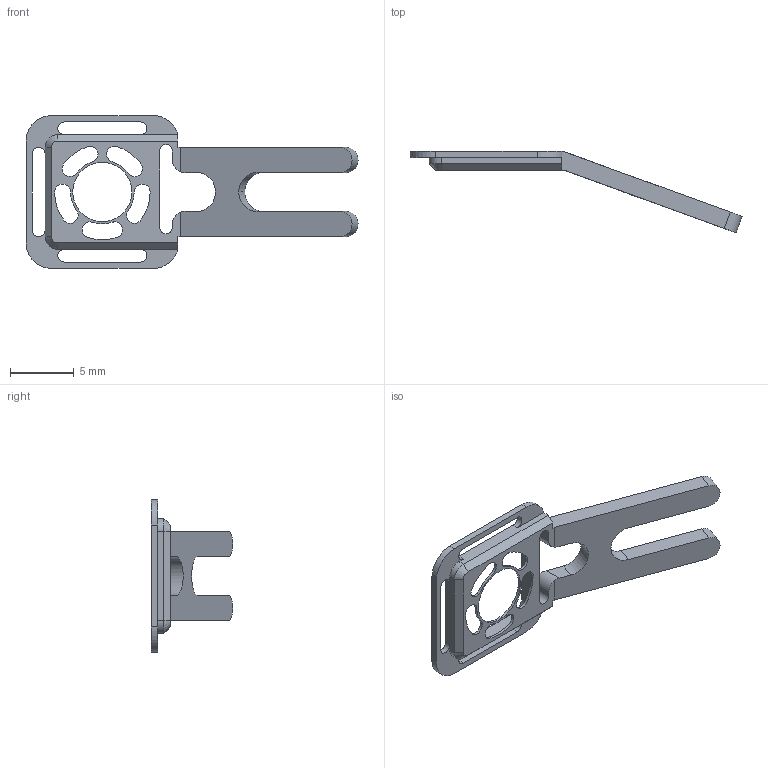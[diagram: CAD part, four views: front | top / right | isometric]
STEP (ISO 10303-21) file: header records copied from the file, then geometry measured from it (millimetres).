
FILE_DESCRIPTION (( 'STEP AP203' ), '1' );
FILE_NAME ('HeadBar_V1_5mm.STEP', '2021-07-12T13:13:41', ( '' ), ( '' ), 'SwSTEP 2.0', 'SolidWorks 2020', '' );
FILE_SCHEMA (( 'CONFIG_CONTROL_DESIGN' ));
Length unit declared in the file: millimetre
Products named in the file (1): HeadBar_V1_5mm
Bounding box: 26.08 x 6.42 x 12 mm (x, y, z)
Volume: 137.8 mm3; surface area: 498.3 mm2
Topology: 1 solids, 1 shells, 90 faces, 270 edges, 178 vertices
Faces by surface type: cylinder 55, plane 33, cone 2
Entity records: 3195 total; most frequent: DIRECTION 560, CARTESIAN_POINT 551, ORIENTED_EDGE 540, EDGE_CURVE 270, AXIS2_PLACEMENT_3D 203, VERTEX_POINT 178, LINE 154, VECTOR 154
